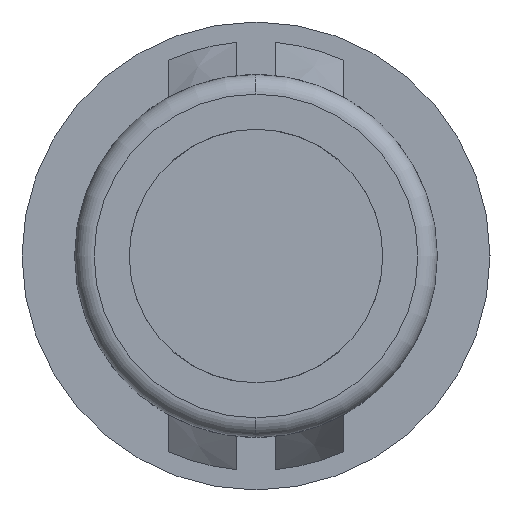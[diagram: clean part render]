
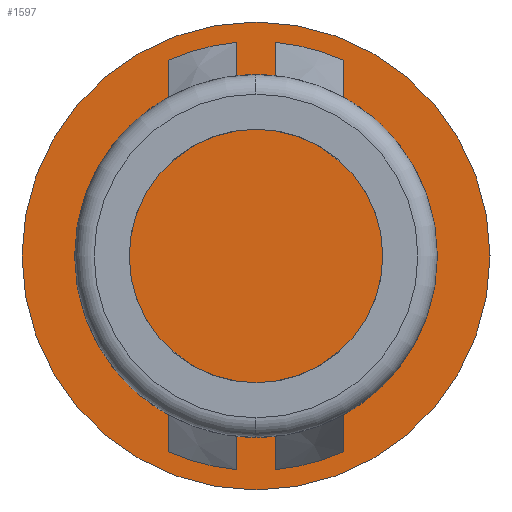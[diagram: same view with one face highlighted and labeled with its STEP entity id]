
A CAD part, front view. The second image highlights one B-rep face of the part: STEP entity #1597.
In plain terms, the highlighted planar face has unit normal (0, -1, 0).
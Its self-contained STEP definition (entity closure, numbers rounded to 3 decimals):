
#33 = AXIS2_PLACEMENT_3D ( 'NONE', #899, #900, #901 ) ;
#78 = FACE_BOUND ( 'NONE', #1066, .T. ) ;
#86 = AXIS2_PLACEMENT_3D ( 'NONE', #1829, #1830, #1831 ) ;
#88 = FACE_BOUND ( 'NONE', #1065, .T. ) ;
#89 = FACE_OUTER_BOUND ( 'NONE', #1061, .T. ) ;
#151 = VERTEX_POINT ( 'NONE', #1190 ) ;
#175 = ORIENTED_EDGE ( 'NONE', *, *, #1507, .F. ) ;
#309 = LINE ( 'NONE', #310, #562 ) ;
#310 = CARTESIAN_POINT ( 'NONE',  ( -3.25, 0., -6. ) ) ;
#311 = DIRECTION ( 'NONE',  ( 0., 0., 1. ) ) ;
#562 = VECTOR ( 'NONE', #311, 1000. ) ;
#673 = LINE ( 'NONE', #674, #994 ) ;
#674 = CARTESIAN_POINT ( 'NONE',  ( 3.25, 0., -6. ) ) ;
#675 = DIRECTION ( 'NONE',  ( 0., 0., 1. ) ) ;
#801 = CARTESIAN_POINT ( 'NONE',  ( 0., 0., 0. ) ) ;
#802 = DIRECTION ( 'NONE',  ( 0., 1., 0. ) ) ;
#803 = DIRECTION ( 'NONE',  ( 0., 0., 1. ) ) ;
#899 = CARTESIAN_POINT ( 'NONE',  ( 0., 0., 0. ) ) ;
#900 = DIRECTION ( 'NONE',  ( 0., 1., 0. ) ) ;
#901 = DIRECTION ( 'NONE',  ( 0., 0., 1. ) ) ;
#963 = AXIS2_PLACEMENT_3D ( 'NONE', #1861, #1862, #1863 ) ;
#994 = VECTOR ( 'NONE', #675, 1000. ) ;
#1050 = AXIS2_PLACEMENT_3D ( 'NONE', #801, #802, #803 ) ;
#1061 = EDGE_LOOP ( 'NONE', ( #175, #1106 ) ) ;
#1065 = EDGE_LOOP ( 'NONE', ( #1105, #1104 ) ) ;
#1066 = EDGE_LOOP ( 'NONE', ( #1110, #1112 ) ) ;
#1091 = VERTEX_POINT ( 'NONE', #1220 ) ;
#1092 = VERTEX_POINT ( 'NONE', #1221 ) ;
#1103 = VERTEX_POINT ( 'NONE', #1232 ) ;
#1104 = ORIENTED_EDGE ( 'NONE', *, *, #1706, .F. ) ;
#1105 = ORIENTED_EDGE ( 'NONE', *, *, #1684, .T. ) ;
#1106 = ORIENTED_EDGE ( 'NONE', *, *, #1607, .F. ) ;
#1110 = ORIENTED_EDGE ( 'NONE', *, *, #1549, .T. ) ;
#1112 = ORIENTED_EDGE ( 'NONE', *, *, #1648, .T. ) ;
#1147 = VERTEX_POINT ( 'NONE', #1242 ) ;
#1148 = VERTEX_POINT ( 'NONE', #1243 ) ;
#1190 = CARTESIAN_POINT ( 'NONE',  ( 3.25, 0., 3.326 ) ) ;
#1220 = CARTESIAN_POINT ( 'NONE',  ( -3.25, 0., 3.326 ) ) ;
#1221 = CARTESIAN_POINT ( 'NONE',  ( -3.25, 0., -3.326 ) ) ;
#1232 = CARTESIAN_POINT ( 'NONE',  ( 3.25, 0., -3.326 ) ) ;
#1242 = CARTESIAN_POINT ( 'NONE',  ( 0., 0., 6. ) ) ;
#1243 = CARTESIAN_POINT ( 'NONE',  ( 0., 0., -6. ) ) ;
#1299 = AXIS2_PLACEMENT_3D ( 'NONE', #1744, #1745, #1746 ) ;
#1474 = CIRCLE ( 'NONE', #1299, 4.65 ) ;
#1475 = CIRCLE ( 'NONE', #1050, 4.65 ) ;
#1507 = EDGE_CURVE ( 'NONE', #1147, #1148, #1562, .T. ) ;
#1518 = CIRCLE ( 'NONE', #963, 6. ) ;
#1549 = EDGE_CURVE ( 'NONE', #151, #1103, #1474, .T. ) ;
#1562 = CIRCLE ( 'NONE', #33, 6. ) ;
#1597 = ADVANCED_FACE ( 'NONE', ( #78, #88, #89 ), #1813, .T. ) ;
#1607 = EDGE_CURVE ( 'NONE', #1148, #1147, #1518, .T. ) ;
#1648 = EDGE_CURVE ( 'NONE', #1103, #151, #673, .T. ) ;
#1684 = EDGE_CURVE ( 'NONE', #1092, #1091, #1475, .T. ) ;
#1706 = EDGE_CURVE ( 'NONE', #1092, #1091, #309, .T. ) ;
#1744 = CARTESIAN_POINT ( 'NONE',  ( 0., 0., 0. ) ) ;
#1745 = DIRECTION ( 'NONE',  ( 0., 1., 0. ) ) ;
#1746 = DIRECTION ( 'NONE',  ( 0., 0., 1. ) ) ;
#1813 = PLANE ( 'NONE',  #86 ) ;
#1829 = CARTESIAN_POINT ( 'NONE',  ( -4.65, 0., 0. ) ) ;
#1830 = DIRECTION ( 'NONE',  ( 0., -1., 0. ) ) ;
#1831 = DIRECTION ( 'NONE',  ( 0., 0., -1. ) ) ;
#1861 = CARTESIAN_POINT ( 'NONE',  ( 0., 0., 0. ) ) ;
#1862 = DIRECTION ( 'NONE',  ( 0., 1., 0. ) ) ;
#1863 = DIRECTION ( 'NONE',  ( 0., 0., 1. ) ) ;
